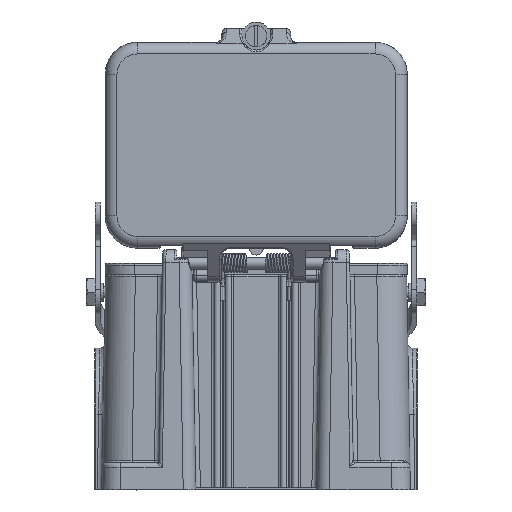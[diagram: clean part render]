
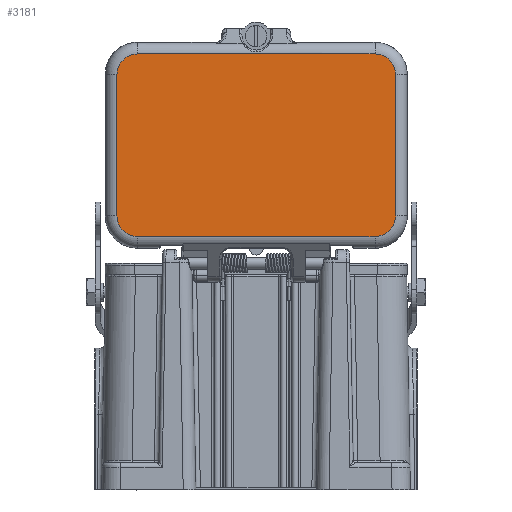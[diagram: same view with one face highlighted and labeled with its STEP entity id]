
A CAD part, front view. The second image highlights one B-rep face of the part: STEP entity #3181.
In plain terms, the highlighted face is planar.
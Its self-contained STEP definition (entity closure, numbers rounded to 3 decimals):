
#1380=CIRCLE('',#19129,8.999);
#1381=CIRCLE('',#19132,8.999);
#1382=CIRCLE('',#19135,8.999);
#1383=CIRCLE('',#19138,8.999);
#3181=ADVANCED_FACE('NONE',(#4455),#3545,.T.);
#3545=PLANE('',#19141);
#4455=FACE_OUTER_BOUND('',#5597,.T.);
#5597=EDGE_LOOP('',(#12787,#12788,#12789,#12790,#12791,#12792,#12793,#12794));
#6751=LINE('',#39528,#7892);
#6752=LINE('',#39546,#7893);
#6753=LINE('',#39564,#7894);
#6754=LINE('',#39575,#7895);
#7892=VECTOR('',#23910,1.);
#7893=VECTOR('',#23917,1.);
#7894=VECTOR('',#23924,1.);
#7895=VECTOR('',#23931,1.);
#12787=ORIENTED_EDGE('',*,*,#16948,.F.);
#12788=ORIENTED_EDGE('',*,*,#16949,.F.);
#12789=ORIENTED_EDGE('',*,*,#16936,.F.);
#12790=ORIENTED_EDGE('',*,*,#16938,.F.);
#12791=ORIENTED_EDGE('',*,*,#16940,.F.);
#12792=ORIENTED_EDGE('',*,*,#16942,.F.);
#12793=ORIENTED_EDGE('',*,*,#16944,.F.);
#12794=ORIENTED_EDGE('',*,*,#16946,.F.);
#14452=VERTEX_POINT('',#39511);
#14453=VERTEX_POINT('',#39518);
#14454=VERTEX_POINT('',#39527);
#14455=VERTEX_POINT('',#39536);
#14456=VERTEX_POINT('',#39545);
#14457=VERTEX_POINT('',#39554);
#14458=VERTEX_POINT('',#39563);
#14459=VERTEX_POINT('',#39572);
#16936=EDGE_CURVE('',#14453,#14452,#1380,.T.);
#16938=EDGE_CURVE('',#14454,#14453,#6751,.T.);
#16940=EDGE_CURVE('',#14455,#14454,#1381,.T.);
#16942=EDGE_CURVE('',#14456,#14455,#6752,.T.);
#16944=EDGE_CURVE('',#14457,#14456,#1382,.T.);
#16946=EDGE_CURVE('',#14458,#14457,#6753,.T.);
#16948=EDGE_CURVE('',#14459,#14458,#1383,.T.);
#16949=EDGE_CURVE('',#14452,#14459,#6754,.T.);
#19129=AXIS2_PLACEMENT_3D('',#39519,#23906,#23907);
#19132=AXIS2_PLACEMENT_3D('',#39537,#23913,#23914);
#19135=AXIS2_PLACEMENT_3D('',#39555,#23920,#23921);
#19138=AXIS2_PLACEMENT_3D('',#39573,#23927,#23928);
#19141=AXIS2_PLACEMENT_3D('',#39577,#23934,#23935);
#23906=DIRECTION('',(0.,-1.,0.));
#23907=DIRECTION('',(0.,0.,1.));
#23910=DIRECTION('',(0.,0.,1.));
#23913=DIRECTION('',(0.,-1.,0.));
#23914=DIRECTION('',(-1.,0.,0.));
#23917=DIRECTION('',(1.,0.,0.));
#23920=DIRECTION('',(0.,-1.,0.));
#23921=DIRECTION('',(0.,0.,1.));
#23924=DIRECTION('',(0.,0.,-1.));
#23927=DIRECTION('',(0.,-1.,0.));
#23928=DIRECTION('',(-1.,0.,0.));
#23931=DIRECTION('',(-1.,0.,0.));
#23934=DIRECTION('',(0.,1.,0.));
#23935=DIRECTION('',(0.,0.,1.));
#39511=CARTESIAN_POINT('',(209.587,17.035,255.977));
#39518=CARTESIAN_POINT('',(218.586,17.035,246.977));
#39519=CARTESIAN_POINT('',(209.587,17.035,246.977));
#39527=CARTESIAN_POINT('',(218.586,17.035,185.204));
#39528=CARTESIAN_POINT('',(218.586,17.035,216.091));
#39536=CARTESIAN_POINT('',(209.587,17.035,176.204));
#39537=CARTESIAN_POINT('',(209.587,17.035,185.204));
#39545=CARTESIAN_POINT('',(105.813,17.035,176.204));
#39546=CARTESIAN_POINT('',(157.7,17.035,176.204));
#39554=CARTESIAN_POINT('',(96.814,17.035,185.204));
#39555=CARTESIAN_POINT('',(105.813,17.035,185.204));
#39563=CARTESIAN_POINT('',(96.814,17.035,246.977));
#39564=CARTESIAN_POINT('',(96.814,17.035,216.091));
#39572=CARTESIAN_POINT('',(105.813,17.035,255.977));
#39573=CARTESIAN_POINT('',(105.813,17.035,246.977));
#39575=CARTESIAN_POINT('',(157.7,17.035,255.977));
#39577=CARTESIAN_POINT('',(157.7,17.035,216.091));
